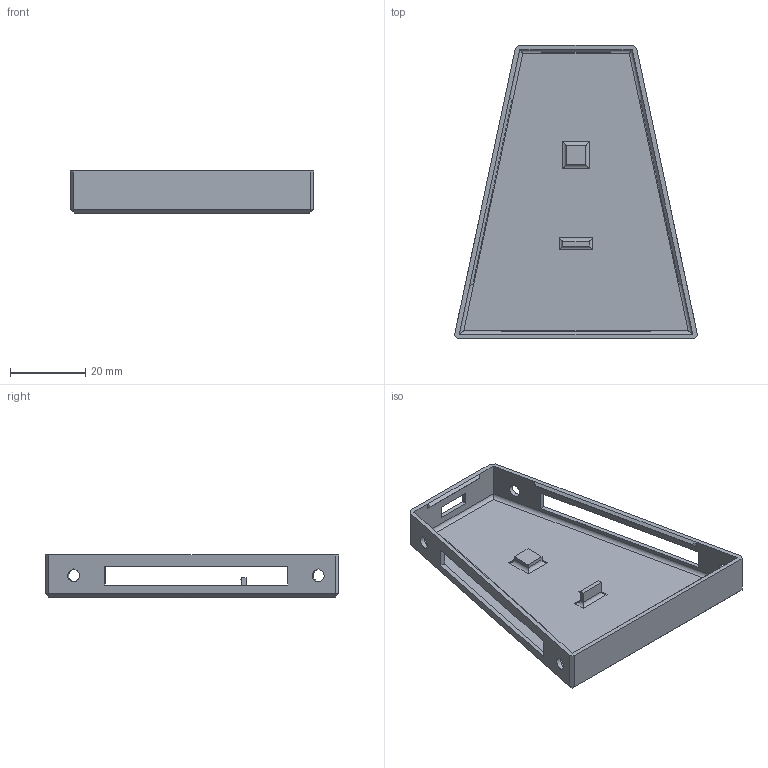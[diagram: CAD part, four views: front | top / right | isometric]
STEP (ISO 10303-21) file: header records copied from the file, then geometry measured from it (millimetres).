
FILE_DESCRIPTION(('FreeCAD Model'),'2;1');
FILE_NAME('Open CASCADE Shape Model','2024-03-01T18:24:53',(''),(''), 'Open CASCADE STEP processor 7.7','FreeCAD','Unknown');
FILE_SCHEMA(('AUTOMOTIVE_DESIGN { 1 0 10303 214 1 1 1 1 }'));
Length unit declared in the file: millimetre
Products named in the file (1): CentreBox
Bounding box: 64.84 x 78.35 x 11.2 mm (x, y, z)
Volume: 7008.6 mm3; surface area: 12095.4 mm2
Topology: 1 solids, 1 shells, 93 faces, 228 edges, 140 vertices
Faces by surface type: plane 61, cylinder 16, bspline 16
Entity records: 2688 total; most frequent: CARTESIAN_POINT 526, ORIENTED_EDGE 456, DIRECTION 388, EDGE_CURVE 228, LINE 192, VECTOR 192, VERTEX_POINT 140, FACE_BOUND 110
